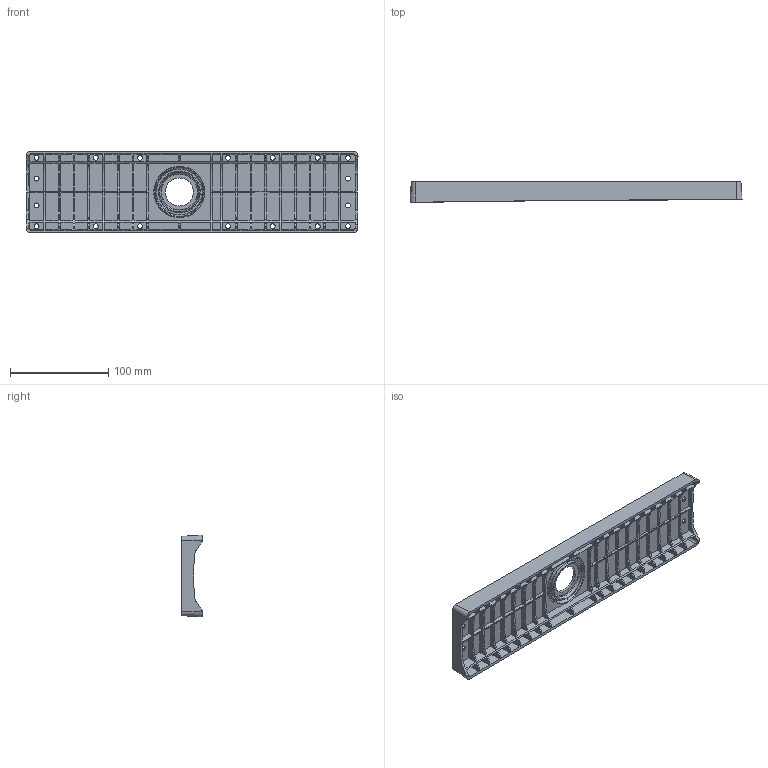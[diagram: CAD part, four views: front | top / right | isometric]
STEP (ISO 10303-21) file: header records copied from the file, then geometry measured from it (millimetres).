
FILE_DESCRIPTION (( 'STEP AP214' ), '1' );
FILE_NAME ('MGS.1016_Mounting Gasket for Raptor Max Series_20250312.STEP', '2025-03-12T03:39:56', ( '' ), ( '' ), 'SwSTEP 2.0', 'SolidWorks 2022', '' );
FILE_SCHEMA (( 'AUTOMOTIVE_DESIGN' ));
Length unit declared in the file: millimetre
Products named in the file (1): MGS.1016_Mounting Gasket for Raptor Max Series_20250312
Bounding box: 337.6 x 21.04 x 83.27 mm (x, y, z)
Volume: 114266 mm3; surface area: 108446.5 mm2
Topology: 1 solids, 1 shells, 584 faces, 1716 edges, 1138 vertices
Faces by surface type: plane 398, bspline 110, cylinder 48, cone 16, torus 12
Entity records: 26527 total; most frequent: CARTESIAN_POINT 12714, ORIENTED_EDGE 3432, DIRECTION 1914, EDGE_CURVE 1716, VERTEX_POINT 1138, B_SPLINE_CURVE_WITH_KNOTS 884, LINE 700, VECTOR 700
